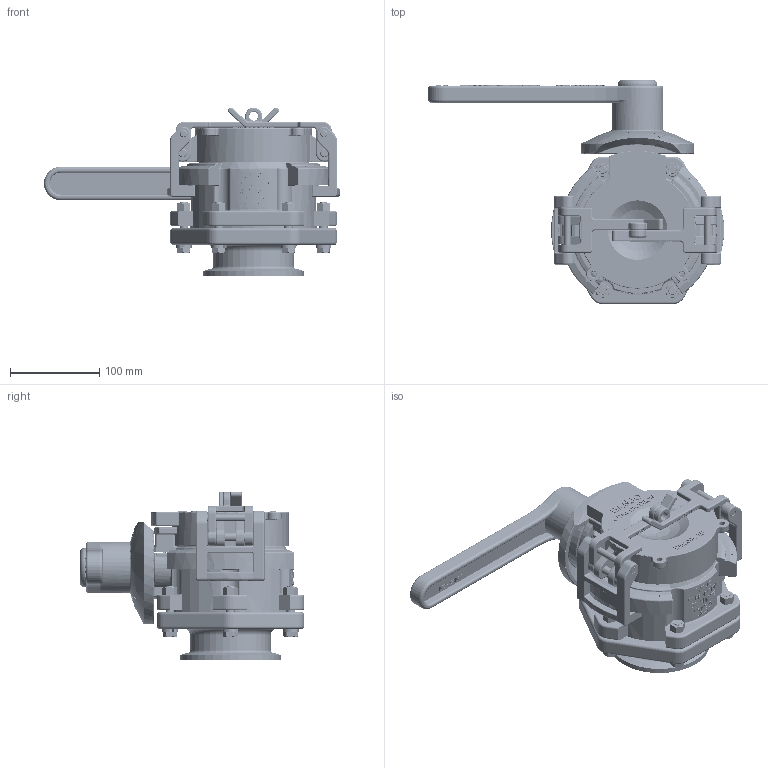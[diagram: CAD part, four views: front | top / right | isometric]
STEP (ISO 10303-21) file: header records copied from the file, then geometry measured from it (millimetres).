
FILE_DESCRIPTION(/* description */ ('3" FP Male DM Body'),/* implementation_level */ '2;1');
FILE_NAME(/* name */ 'DM300ACF.stp',/* time_stamp */ '2013-09-18T10:25:58-04:00',/* author */ ('areid'),/* organization */ (''),/* preprocessor_version */ 'ST-DEVELOPER v15.2',/* originating_system */ 'Autodesk Inventor 2014',/* authorisation */ '');
FILE_SCHEMA (('AUTOMOTIVE_DESIGN { 1 0 10303 214 3 1 1 }'));
Length unit declared in the file: inch
Products named in the file (36): DM35254MX; DM35254M; V35278X; V35278; V25151BX; VS25151B; VS25151C; V25060; DM35255X; DM35255Y; DM35255M; DM35255; A020V; DM35258; V35265; DM35288M; DM35281; DM35153M; V25121; V25020; V25502; V35258A; DM35006; DP02063; V20018; V20010SS; V20019; DM300CAPX; DM300CAPY; DM35294; DM35011; DM35012; GP038200; GP0516300; DM300CAP; DM300ACF
Bounding box: 331.5 x 250.82 x 188.72 mm (x, y, z)
Volume: 2179997 mm3; surface area: 597304 mm2
Topology: 51 solids, 51 shells, 5496 faces, 13349 edges, 8093 vertices
Faces by surface type: plane 1702, cylinder 1470, bspline 1081, cone 656, torus 476, sphere 111
Full cylindrical faces by diameter (mm): 2.083 x4, 2.184 x4, 3.175 x4, 6.35 x2, 7.798 x1, 7.899 x2, 7.95 x1, 8.001 x4, 8.128 x4, 9.525 x7, 9.779 x4, 9.906 x2, 10.312 x1, 11.176 x12, 14.275 x1, 22.987 x2, 25.4 x2, 25.527 x3, 25.806 x1, 31.75 x3, 34.392 x1, 38.1 x4, 42.545 x1, 43.18 x3, 44.45 x1, 57.785 x1, 74.168 x1, 76.2 x3, 78.74 x1, 81.026 x2
Entity records: 180016 total; most frequent: CARTESIAN_POINT 95052, ORIENTED_EDGE 18430, DIRECTION 15463, EDGE_CURVE 9213, VERTEX_POINT 5849, AXIS2_PLACEMENT_3D 5593, EDGE_LOOP 4278, LINE 4277
